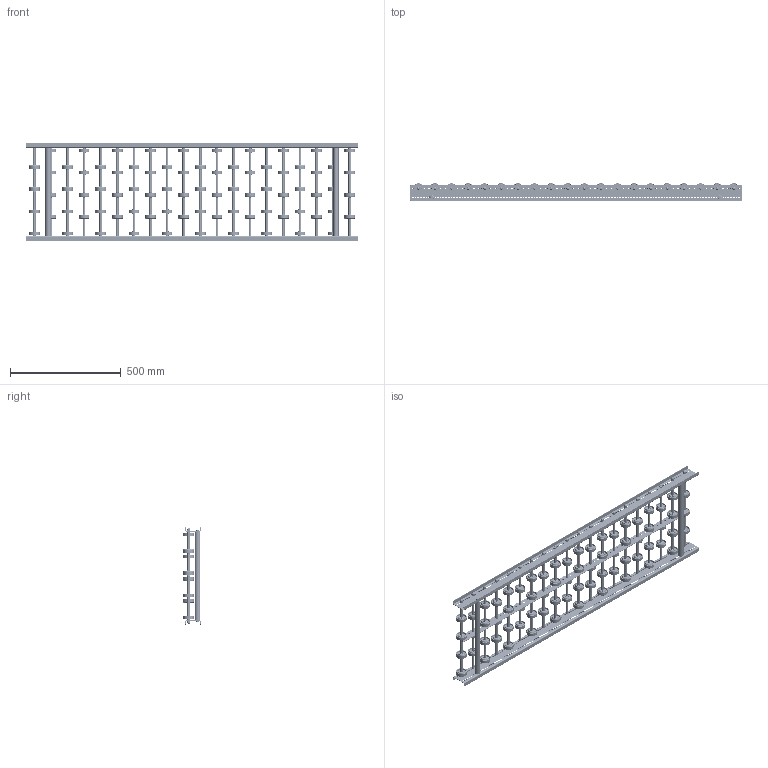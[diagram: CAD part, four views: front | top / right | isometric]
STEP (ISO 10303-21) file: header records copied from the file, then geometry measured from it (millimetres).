
FILE_DESCRIPTION (( 'STEP AP214' ), '1' );
FILE_NAME ('0052316.step', '2021-10-26T13:14:02', ( '' ), ( '' ), 'SwSTEP 2.0', 'SolidWorks 2020', '' );
FILE_SCHEMA (( 'AUTOMOTIVE_DESIGN' ));
Length unit declared in the file: millimetre
Products named in the file (10): Röllchenachse-für-Konfiguration_EL400; S106837_Gewindestange-M8-KFG_L420; S100100_Längstraverse-42x2,5_L„ngstraverse-RB-L1449; Profil_LRB-20x70x20x2_KFG_S100201_U-PROFIL-20-70-20-2-LRB-L=1500; 0046278_KB-ROHR-12X1,75mm_KFG_L75,5; Traversen_KFG_L400; 0052316; 0011532_2300-48-8; Hutmutter_DIN_1587_M8; S100994_Sperrzahnschraube_M08x16-8.8-A2K
Assembly tree (78 placements, depth 3):
  0052316
    Profil_LRB-20x70x20x2_KFG_S100201_U-PROFIL-20-70-20-2-LRB-L=1500  x2
    S100994_Sperrzahnschraube_M08x16-8.8-A2K  x4
    Traversen_KFG_L400  x2
    Röllchenachse-für-Konfiguration_EL400  x20
      S106837_Gewindestange-M8-KFG_L420
      0011532_2300-48-8
      0046278_KB-ROHR-12X1,75mm_KFG_L75,5
    S100100_Längstraverse-42x2,5_L„ngstraverse-RB-L1449
    Hutmutter_DIN_1587_M8  x40
Bounding box: 1500 x 79 x 440 mm (x, y, z)
Volume: 3085735.5 mm3; surface area: 2296403.7 mm2
Topology: 233 solids, 233 shells, 8638 faces, 18668 edges, 11152 vertices
Faces by surface type: cylinder 3088, torus 2576, plane 1526, cone 1408, bspline 40
Entity records: 29098 total; most frequent: DIRECTION 5329, CARTESIAN_POINT 4972, ORIENTED_EDGE 4440, AXIS2_PLACEMENT_3D 2303, EDGE_CURVE 2220, VERTEX_POINT 1450, EDGE_LOOP 1420, CIRCLE 1417
